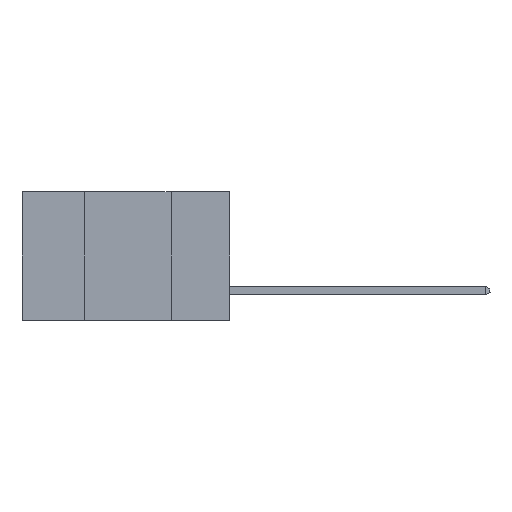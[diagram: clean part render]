
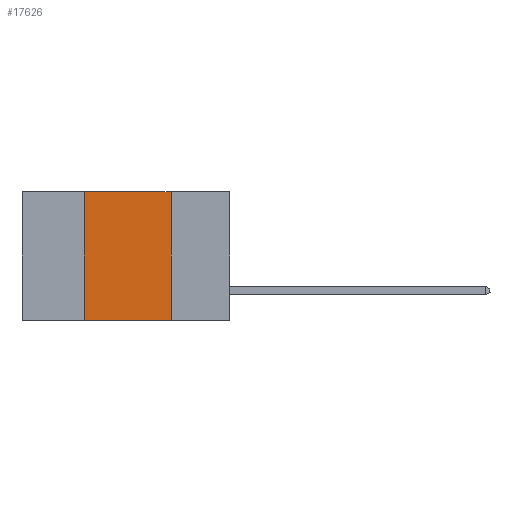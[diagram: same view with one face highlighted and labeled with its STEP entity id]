
A CAD part, left-side view. The second image highlights one B-rep face of the part: STEP entity #17626.
In plain terms, the highlighted planar face has unit normal (-1, 0, 0).
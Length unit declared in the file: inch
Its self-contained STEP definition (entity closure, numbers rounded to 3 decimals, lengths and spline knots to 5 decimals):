
#368 = VERTEX_POINT ( 'NONE', #11321 ) ;
#1573 = CARTESIAN_POINT ( 'NONE',  ( 0., 0.42, -0.37 ) ) ;
#1901 = VERTEX_POINT ( 'NONE', #1573 ) ;
#3540 = LINE ( 'NONE', #9317, #10714 ) ;
#3841 = EDGE_CURVE ( 'NONE', #15004, #368, #11547, .T. ) ;
#3867 = EDGE_CURVE ( 'NONE', #1901, #11553, #3540, .T. ) ;
#4074 = DIRECTION ( 'NONE',  ( 0., 0., 1. ) ) ;
#4625 = ORIENTED_EDGE ( 'NONE', *, *, #9239, .F. ) ;
#5204 = VECTOR ( 'NONE', #5728, 39.37008 ) ;
#5291 = VECTOR ( 'NONE', #13561, 39.37008 ) ;
#5294 = FACE_OUTER_BOUND ( 'NONE', #6405, .T. ) ;
#5553 = CARTESIAN_POINT ( 'NONE',  ( 0., 0.17, 0. ) ) ;
#5615 = LINE ( 'NONE', #6743, #13645 ) ;
#5728 = DIRECTION ( 'NONE',  ( 0., 0., -1. ) ) ;
#6061 = EDGE_CURVE ( 'NONE', #368, #11553, #9319, .T. ) ;
#6405 = EDGE_LOOP ( 'NONE', ( #15601, #12638, #4625, #9999 ) ) ;
#6743 = CARTESIAN_POINT ( 'NONE',  ( 0., 0.42, 0. ) ) ;
#6971 = AXIS2_PLACEMENT_3D ( 'NONE', #14346, #12933, #14299 ) ;
#9059 = PLANE ( 'NONE',  #6971 ) ;
#9239 = EDGE_CURVE ( 'NONE', #1901, #15004, #5615, .T. ) ;
#9317 = CARTESIAN_POINT ( 'NONE',  ( 0., 0.6, -0.37 ) ) ;
#9319 = LINE ( 'NONE', #5553, #5204 ) ;
#9999 = ORIENTED_EDGE ( 'NONE', *, *, #3867, .T. ) ;
#10714 = VECTOR ( 'NONE', #10715, 39.37008 ) ;
#10715 = DIRECTION ( 'NONE',  ( 0., -1., 0. ) ) ;
#11321 = CARTESIAN_POINT ( 'NONE',  ( 0., 0.17, 0. ) ) ;
#11547 = LINE ( 'NONE', #12020, #5291 ) ;
#11553 = VERTEX_POINT ( 'NONE', #12646 ) ;
#12020 = CARTESIAN_POINT ( 'NONE',  ( 0., 0.6, 0. ) ) ;
#12638 = ORIENTED_EDGE ( 'NONE', *, *, #3841, .F. ) ;
#12646 = CARTESIAN_POINT ( 'NONE',  ( 0., 0.17, -0.37 ) ) ;
#12933 = DIRECTION ( 'NONE',  ( 1., 0., 0. ) ) ;
#13561 = DIRECTION ( 'NONE',  ( 0., -1., 0. ) ) ;
#13645 = VECTOR ( 'NONE', #4074, 39.37008 ) ;
#14299 = DIRECTION ( 'NONE',  ( 0., 0., -1. ) ) ;
#14346 = CARTESIAN_POINT ( 'NONE',  ( 0., 0.6, 0. ) ) ;
#14634 = CARTESIAN_POINT ( 'NONE',  ( 0., 0.42, 0. ) ) ;
#15004 = VERTEX_POINT ( 'NONE', #14634 ) ;
#15601 = ORIENTED_EDGE ( 'NONE', *, *, #6061, .F. ) ;
#17626 = ADVANCED_FACE ( 'NONE', ( #5294 ), #9059, .F. ) ;
